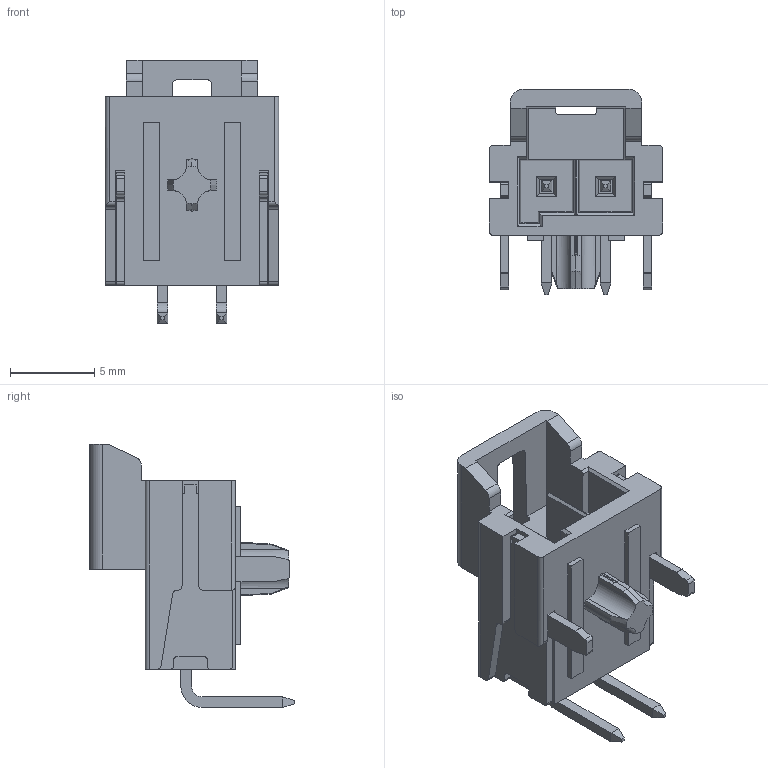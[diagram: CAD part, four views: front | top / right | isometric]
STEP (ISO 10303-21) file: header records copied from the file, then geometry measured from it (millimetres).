
FILE_DESCRIPTION(('STEP AP242'),'1');
FILE_NAME('1723103102.stp','2025-11-24T09:43:26',('TraceParts'),('TraceParts S.A.S.'),'Spatial InterOp 3D',' ',' ');
FILE_SCHEMA(('AP242_MANAGED_MODEL_BASED_3D_ENGINEERING_MIM_LF {1 0 10303 442 1 1 4}'));
Length unit declared in the file: millimetre
Products named in the file (1): UltraFit
Bounding box: 10.3 x 12.16 x 15.62 mm (x, y, z)
Volume: 506.1 mm3; surface area: 1102.4 mm2
Topology: 1 solids, 1 shells, 322 faces, 891 edges, 581 vertices
Faces by surface type: plane 232, cylinder 80, cone 10
Entity records: 11156 total; most frequent: CARTESIAN_POINT 1879, ORIENTED_EDGE 1782, DIRECTION 1709, EDGE_CURVE 891, LINE 695, VECTOR 695, VERTEX_POINT 581, AXIS2_PLACEMENT_3D 507
